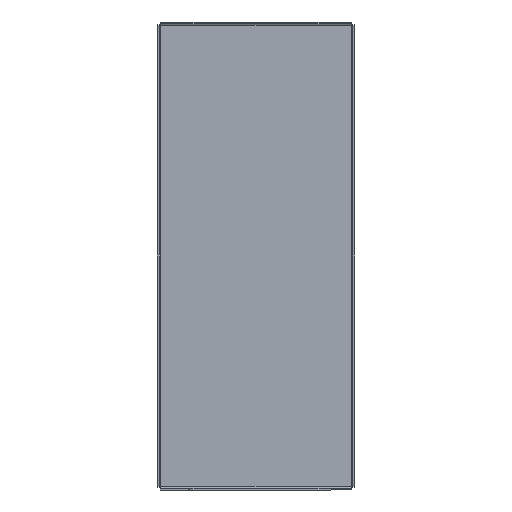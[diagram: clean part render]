
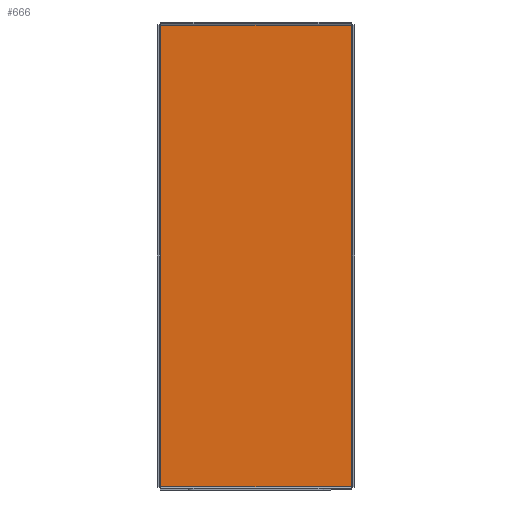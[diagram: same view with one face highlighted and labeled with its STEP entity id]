
A CAD part, left-side view. The second image highlights one B-rep face of the part: STEP entity #666.
In plain terms, the highlighted planar face has unit normal (-1, 0, 0).
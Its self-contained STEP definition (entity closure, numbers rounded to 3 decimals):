
#40 = FACE_OUTER_BOUND ( 'NONE', #1048, .T. ) ;
#64 = DIRECTION ( 'NONE',  ( 0., 0., 1. ) ) ;
#74 = EDGE_CURVE ( 'NONE', #1387, #1432, #1647, .T. ) ;
#88 = CARTESIAN_POINT ( 'NONE',  ( -1.2, -62.3, -150.8 ) ) ;
#182 = DIRECTION ( 'NONE',  ( 0., 1., 0. ) ) ;
#330 = LINE ( 'NONE', #1930, #652 ) ;
#385 = EDGE_CURVE ( 'NONE', #1432, #2213, #1979, .T. ) ;
#488 = CARTESIAN_POINT ( 'NONE',  ( -1.2, 62.593, 150.8 ) ) ;
#523 = DIRECTION ( 'NONE',  ( 0., -1., 0. ) ) ;
#558 = ORIENTED_EDGE ( 'NONE', *, *, #385, .F. ) ;
#566 = CARTESIAN_POINT ( 'NONE',  ( -1.2, -62.593, -150.8 ) ) ;
#652 = VECTOR ( 'NONE', #64, 1000. ) ;
#665 = EDGE_CURVE ( 'NONE', #1688, #1387, #893, .T. ) ;
#666 = ADVANCED_FACE ( 'NONE', ( #40 ), #1464, .T. ) ;
#875 = ORIENTED_EDGE ( 'NONE', *, *, #2128, .F. ) ;
#893 = LINE ( 'NONE', #488, #2013 ) ;
#944 = AXIS2_PLACEMENT_3D ( 'NONE', #1830, #2019, #1853 ) ;
#1048 = EDGE_LOOP ( 'NONE', ( #875, #558, #1670, #1162 ) ) ;
#1051 = CARTESIAN_POINT ( 'NONE',  ( -1.2, -62.3, 151.093 ) ) ;
#1162 = ORIENTED_EDGE ( 'NONE', *, *, #665, .F. ) ;
#1387 = VERTEX_POINT ( 'NONE', #2374 ) ;
#1432 = VERTEX_POINT ( 'NONE', #88 ) ;
#1464 = PLANE ( 'NONE',  #944 ) ;
#1529 = VECTOR ( 'NONE', #2389, 1000. ) ;
#1647 = LINE ( 'NONE', #1051, #1529 ) ;
#1670 = ORIENTED_EDGE ( 'NONE', *, *, #74, .F. ) ;
#1688 = VERTEX_POINT ( 'NONE', #2055 ) ;
#1830 = CARTESIAN_POINT ( 'NONE',  ( -1.2, 0., 0. ) ) ;
#1853 = DIRECTION ( 'NONE',  ( 0., 0., 1. ) ) ;
#1930 = CARTESIAN_POINT ( 'NONE',  ( -1.2, 62.3, -151.093 ) ) ;
#1979 = LINE ( 'NONE', #566, #2049 ) ;
#2013 = VECTOR ( 'NONE', #523, 1000. ) ;
#2019 = DIRECTION ( 'NONE',  ( -1., 0., 0. ) ) ;
#2049 = VECTOR ( 'NONE', #182, 1000. ) ;
#2055 = CARTESIAN_POINT ( 'NONE',  ( -1.2, 62.3, 150.8 ) ) ;
#2128 = EDGE_CURVE ( 'NONE', #2213, #1688, #330, .T. ) ;
#2172 = CARTESIAN_POINT ( 'NONE',  ( -1.2, 62.3, -150.8 ) ) ;
#2213 = VERTEX_POINT ( 'NONE', #2172 ) ;
#2374 = CARTESIAN_POINT ( 'NONE',  ( -1.2, -62.3, 150.8 ) ) ;
#2389 = DIRECTION ( 'NONE',  ( 0., 0., -1. ) ) ;
